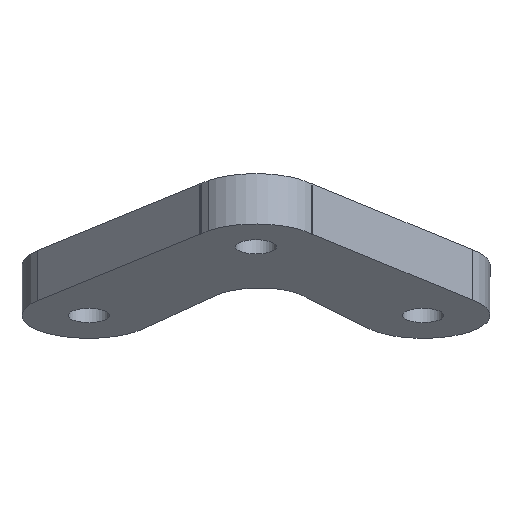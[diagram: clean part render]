
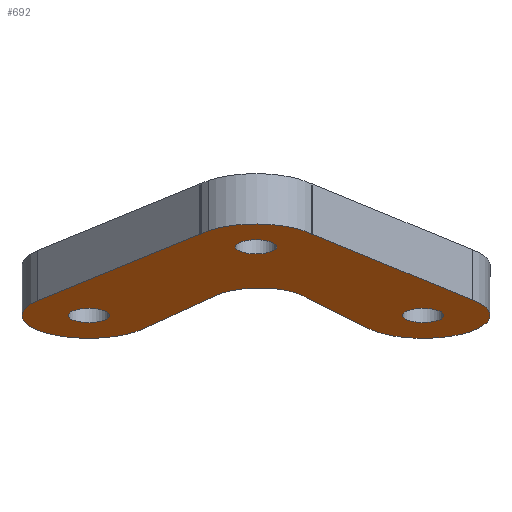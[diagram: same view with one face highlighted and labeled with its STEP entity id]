
A CAD part, left-side view. The second image highlights one B-rep face of the part: STEP entity #692.
In plain terms, the highlighted planar face has unit normal (-0.342, 0, -0.94).
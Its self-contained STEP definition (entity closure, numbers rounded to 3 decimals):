
#23=FACE_BOUND('',#71,.T.);
#24=FACE_BOUND('',#72,.T.);
#25=FACE_BOUND('',#73,.T.);
#32=FACE_OUTER_BOUND('',#70,.T.);
#70=EDGE_LOOP('',(#464,#465,#466,#467,#468,#469,#470,#471,#472,#473,#474,
#475));
#71=EDGE_LOOP('',(#476));
#72=EDGE_LOOP('',(#477));
#73=EDGE_LOOP('',(#478));
#117=LINE('',#997,#200);
#118=LINE('',#999,#201);
#119=LINE('',#1003,#202);
#120=LINE('',#1007,#203);
#121=LINE('',#1009,#204);
#122=LINE('',#1013,#205);
#123=LINE('',#1016,#206);
#200=VECTOR('',#804,10.);
#201=VECTOR('',#805,10.);
#202=VECTOR('',#808,10.);
#203=VECTOR('',#811,10.);
#204=VECTOR('',#812,10.);
#205=VECTOR('',#815,10.);
#206=VECTOR('',#818,10.);
#283=CIRCLE('',#745,5.);
#284=CIRCLE('',#746,5.);
#285=CIRCLE('',#747,5.);
#286=CIRCLE('',#748,5.);
#287=CIRCLE('',#749,4.);
#288=CIRCLE('',#750,1.55);
#289=CIRCLE('',#751,1.55);
#290=CIRCLE('',#752,1.55);
#299=VERTEX_POINT('',#993);
#300=VERTEX_POINT('',#994);
#301=VERTEX_POINT('',#996);
#302=VERTEX_POINT('',#998);
#303=VERTEX_POINT('',#1000);
#304=VERTEX_POINT('',#1002);
#305=VERTEX_POINT('',#1004);
#306=VERTEX_POINT('',#1006);
#307=VERTEX_POINT('',#1008);
#308=VERTEX_POINT('',#1010);
#309=VERTEX_POINT('',#1012);
#310=VERTEX_POINT('',#1014);
#311=VERTEX_POINT('',#1017);
#312=VERTEX_POINT('',#1019);
#313=VERTEX_POINT('',#1021);
#365=EDGE_CURVE('',#299,#300,#283,.T.);
#366=EDGE_CURVE('',#301,#299,#117,.T.);
#367=EDGE_CURVE('',#302,#301,#118,.T.);
#368=EDGE_CURVE('',#303,#302,#284,.T.);
#369=EDGE_CURVE('',#304,#303,#119,.T.);
#370=EDGE_CURVE('',#305,#304,#285,.T.);
#371=EDGE_CURVE('',#306,#305,#120,.T.);
#372=EDGE_CURVE('',#307,#306,#121,.T.);
#373=EDGE_CURVE('',#308,#307,#286,.T.);
#374=EDGE_CURVE('',#309,#308,#122,.T.);
#375=EDGE_CURVE('',#310,#309,#287,.T.);
#376=EDGE_CURVE('',#300,#310,#123,.T.);
#377=EDGE_CURVE('',#311,#311,#288,.T.);
#378=EDGE_CURVE('',#312,#312,#289,.T.);
#379=EDGE_CURVE('',#313,#313,#290,.T.);
#464=ORIENTED_EDGE('',*,*,#365,.F.);
#465=ORIENTED_EDGE('',*,*,#366,.F.);
#466=ORIENTED_EDGE('',*,*,#367,.F.);
#467=ORIENTED_EDGE('',*,*,#368,.F.);
#468=ORIENTED_EDGE('',*,*,#369,.F.);
#469=ORIENTED_EDGE('',*,*,#370,.F.);
#470=ORIENTED_EDGE('',*,*,#371,.F.);
#471=ORIENTED_EDGE('',*,*,#372,.F.);
#472=ORIENTED_EDGE('',*,*,#373,.F.);
#473=ORIENTED_EDGE('',*,*,#374,.F.);
#474=ORIENTED_EDGE('',*,*,#375,.F.);
#475=ORIENTED_EDGE('',*,*,#376,.F.);
#476=ORIENTED_EDGE('',*,*,#377,.F.);
#477=ORIENTED_EDGE('',*,*,#378,.F.);
#478=ORIENTED_EDGE('',*,*,#379,.F.);
#662=PLANE('',#744);
#692=ADVANCED_FACE('',(#32,#23,#24,#25),#662,.F.);
#744=AXIS2_PLACEMENT_3D('',#992,#800,#801);
#745=AXIS2_PLACEMENT_3D('',#995,#802,#803);
#746=AXIS2_PLACEMENT_3D('',#1001,#806,#807);
#747=AXIS2_PLACEMENT_3D('',#1005,#809,#810);
#748=AXIS2_PLACEMENT_3D('',#1011,#813,#814);
#749=AXIS2_PLACEMENT_3D('',#1015,#816,#817);
#750=AXIS2_PLACEMENT_3D('',#1018,#819,#820);
#751=AXIS2_PLACEMENT_3D('',#1020,#821,#822);
#752=AXIS2_PLACEMENT_3D('',#1022,#823,#824);
#800=DIRECTION('center_axis',(0.342,0.,0.94));
#801=DIRECTION('ref_axis',(0.,1.,0.));
#802=DIRECTION('center_axis',(0.342,0.,0.94));
#803=DIRECTION('ref_axis',(-0.637,-0.736,0.232));
#804=DIRECTION('',(0.722,-0.64,-0.263));
#805=DIRECTION('',(0.,-1.,0.));
#806=DIRECTION('center_axis',(0.342,0.,0.94));
#807=DIRECTION('ref_axis',(-0.517,0.835,0.188));
#808=DIRECTION('',(-0.721,-0.641,0.263));
#809=DIRECTION('center_axis',(0.342,0.,0.94));
#810=DIRECTION('ref_axis',(-0.517,0.835,0.188));
#811=DIRECTION('',(0.,-1.,0.));
#812=DIRECTION('',(-0.721,-0.641,0.263));
#813=DIRECTION('center_axis',(0.342,0.,0.94));
#814=DIRECTION('ref_axis',(0.564,-0.8,-0.205));
#815=DIRECTION('',(0.752,0.6,-0.274));
#816=DIRECTION('center_axis',(-0.342,0.,
-0.94));
#817=DIRECTION('ref_axis',(-0.939,-0.024,0.342));
#818=DIRECTION('',(-0.778,0.561,0.283));
#819=DIRECTION('center_axis',(-0.342,0.,
-0.94));
#820=DIRECTION('ref_axis',(0.,1.,0.));
#821=DIRECTION('center_axis',(-0.342,0.,
-0.94));
#822=DIRECTION('ref_axis',(0.,1.,0.));
#823=DIRECTION('center_axis',(-0.342,0.,
-0.94));
#824=DIRECTION('ref_axis',(0.,1.,0.));
#992=CARTESIAN_POINT('Origin',(10.645,0.,-2.915));
#993=CARTESIAN_POINT('',(14.509,-16.178,-4.322));
#994=CARTESIAN_POINT('',(20.331,-8.363,-6.44));
#995=CARTESIAN_POINT('Origin',(17.693,-12.5,-5.48));
#996=CARTESIAN_POINT('',(1.013,-4.217,0.591));
#997=CARTESIAN_POINT('',(2.883,-5.873,-0.09));
#998=CARTESIAN_POINT('',(1.013,-4.176,0.591));
#999=CARTESIAN_POINT('',(1.013,-2.088,0.591));
#1000=CARTESIAN_POINT('',(0.308,3.571,0.847));
#1001=CARTESIAN_POINT('Origin',(3.597,0.,-0.35));
#1002=CARTESIAN_POINT('',(0.884,4.082,0.638));
#1003=CARTESIAN_POINT('',(2.817,5.799,-0.066));
#1004=CARTESIAN_POINT('',(1.013,4.176,0.591));
#1005=CARTESIAN_POINT('Origin',(3.597,0.,-0.35));
#1006=CARTESIAN_POINT('',(1.013,4.197,0.591));
#1007=CARTESIAN_POINT('',(1.013,2.098,0.591));
#1008=CARTESIAN_POINT('',(14.682,16.338,-4.384));
#1009=CARTESIAN_POINT('',(9.716,11.927,-2.577));
#1010=CARTESIAN_POINT('',(20.512,8.5,-6.506));
#1011=CARTESIAN_POINT('Origin',(17.693,12.5,-5.48));
#1012=CARTESIAN_POINT('',(13.547,2.941,-3.971));
#1013=CARTESIAN_POINT('',(9.848,-0.011,-2.625));
#1014=CARTESIAN_POINT('',(13.692,-3.569,-4.024));
#1015=CARTESIAN_POINT('Origin',(15.802,-0.259,-4.792));
#1016=CARTESIAN_POINT('',(15.189,-4.65,-4.569));
#1017=CARTESIAN_POINT('',(3.597,-1.55,-0.35));
#1018=CARTESIAN_POINT('Origin',(3.597,0.,-0.35));
#1019=CARTESIAN_POINT('',(17.693,10.95,-5.48));
#1020=CARTESIAN_POINT('Origin',(17.693,12.5,-5.48));
#1021=CARTESIAN_POINT('',(17.693,-14.05,-5.48));
#1022=CARTESIAN_POINT('Origin',(17.693,-12.5,-5.48));
